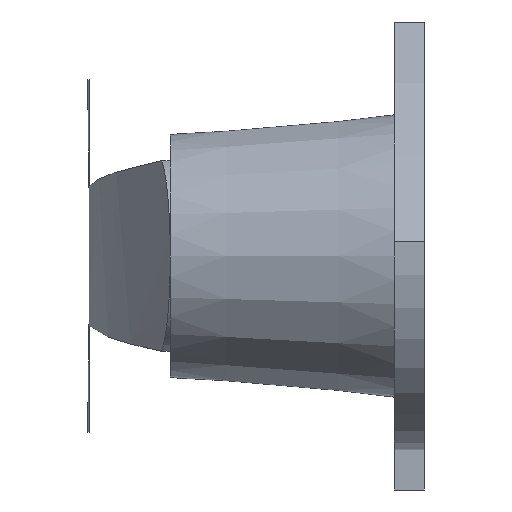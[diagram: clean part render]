
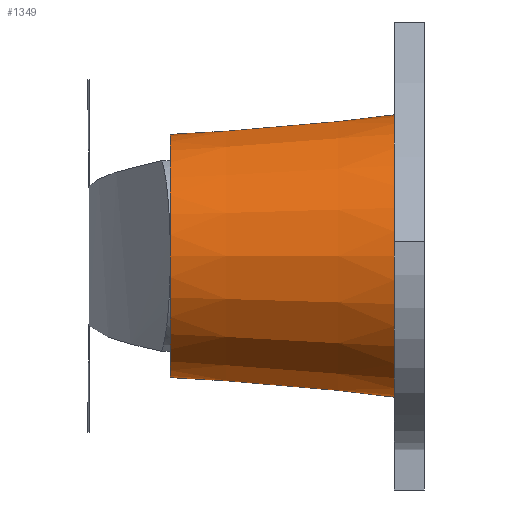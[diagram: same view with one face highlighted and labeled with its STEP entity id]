
A CAD part, left-side view. The second image highlights one B-rep face of the part: STEP entity #1349.
In plain terms, the highlighted conical face has half-angle 5 degrees and reference radius 17.227 mm.
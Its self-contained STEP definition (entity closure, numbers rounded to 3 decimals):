
#20=CONICAL_SURFACE('',#1484,17.227,0.087);
#23=B_SPLINE_CURVE_WITH_KNOTS('',3,(#2252,#2253,#2254,#2255),
 .UNSPECIFIED.,.F.,.F.,(4,4),(0.,0.032),
 .UNSPECIFIED.);
#24=B_SPLINE_CURVE_WITH_KNOTS('',3,(#2256,#2257,#2258,#2259),
 .UNSPECIFIED.,.F.,.F.,(4,4),(0.,0.032),
 .UNSPECIFIED.);
#600=ORIENTED_EDGE('',*,*,#896,.T.);
#601=ORIENTED_EDGE('',*,*,#900,.T.);
#602=ORIENTED_EDGE('',*,*,#737,.F.);
#603=ORIENTED_EDGE('',*,*,#901,.T.);
#737=EDGE_CURVE('',#932,#924,#1056,.T.);
#896=EDGE_CURVE('',#1043,#1042,#1087,.T.);
#900=EDGE_CURVE('',#1042,#924,#23,.T.);
#901=EDGE_CURVE('',#932,#1043,#24,.T.);
#924=VERTEX_POINT('',#1897);
#932=VERTEX_POINT('',#1913);
#1042=VERTEX_POINT('',#2244);
#1043=VERTEX_POINT('',#2246);
#1056=CIRCLE('',#1388,20.);
#1087=CIRCLE('',#1482,17.227);
#1149=EDGE_LOOP('',(#600,#601,#602,#603));
#1227=FACE_BOUND('',#1149,.T.);
#1349=ADVANCED_FACE('',(#1227),#20,.T.);
#1388=AXIS2_PLACEMENT_3D('',#1914,#1528,#1529);
#1482=AXIS2_PLACEMENT_3D('',#2245,#1829,#1830);
#1484=AXIS2_PLACEMENT_3D('',#2251,#1836,#1837);
#1528=DIRECTION('',(0.,-1.,0.));
#1529=DIRECTION('',(0.,0.,-1.));
#1829=DIRECTION('',(0.,-1.,0.));
#1830=DIRECTION('',(0.,0.,-1.));
#1836=DIRECTION('',(0.,-1.,0.));
#1837=DIRECTION('',(0.,0.,-1.));
#1897=CARTESIAN_POINT('',(15.166,0.,-13.038));
#1913=CARTESIAN_POINT('',(15.166,0.,13.038));
#1914=CARTESIAN_POINT('',(0.,0.,0.));
#2244=CARTESIAN_POINT('',(11.146,31.7,-13.135));
#2245=CARTESIAN_POINT('',(0.,31.7,0.));
#2246=CARTESIAN_POINT('',(11.146,31.7,13.135));
#2251=CARTESIAN_POINT('',(0.,31.7,0.));
#2252=CARTESIAN_POINT('',(11.146,31.7,-13.135));
#2253=CARTESIAN_POINT('',(12.614,21.15,-13.099));
#2254=CARTESIAN_POINT('',(13.92,10.579,-13.068));
#2255=CARTESIAN_POINT('',(15.166,0.,-13.038));
#2256=CARTESIAN_POINT('',(15.166,0.,13.038));
#2257=CARTESIAN_POINT('',(13.92,10.579,13.068));
#2258=CARTESIAN_POINT('',(12.614,21.15,13.099));
#2259=CARTESIAN_POINT('',(11.146,31.7,13.135));
